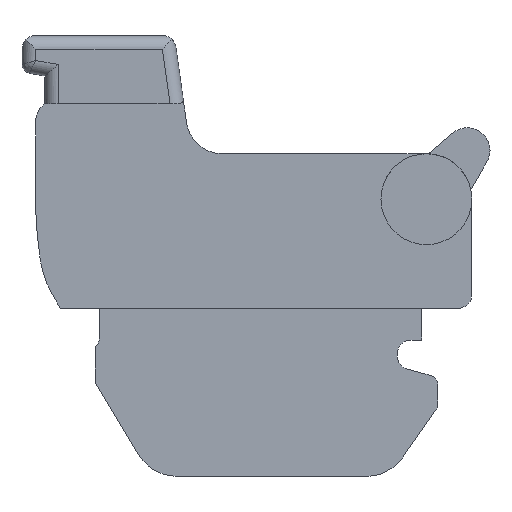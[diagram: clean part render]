
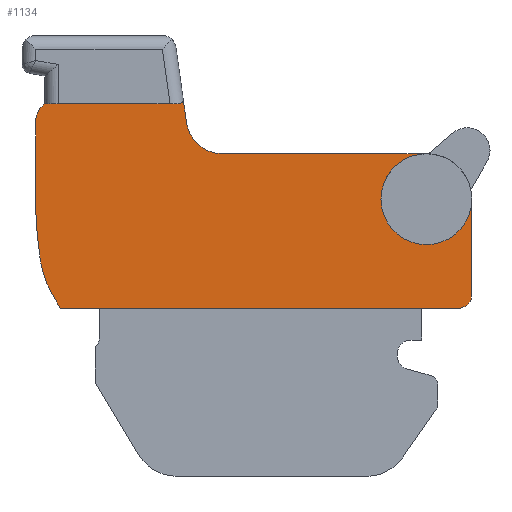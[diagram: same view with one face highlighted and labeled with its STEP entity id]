
A CAD part, left-side view. The second image highlights one B-rep face of the part: STEP entity #1134.
In plain terms, the highlighted planar face has unit normal (-1, 0, 0).
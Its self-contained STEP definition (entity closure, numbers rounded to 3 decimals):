
#909=AXIS2_PLACEMENT_3D('Circle Axis2P3D',#907,#908,$) ;
#997=AXIS2_PLACEMENT_3D('Circle Axis2P3D',#995,#996,$) ;
#1010=AXIS2_PLACEMENT_3D('Plane Axis2P3D',#1007,#1008,#1009) ;
#1021=AXIS2_PLACEMENT_3D('Circle Axis2P3D',#1019,#1020,$) ;
#1035=AXIS2_PLACEMENT_3D('Circle Axis2P3D',#1033,#1034,$) ;
#1049=AXIS2_PLACEMENT_3D('Circle Axis2P3D',#1047,#1048,$) ;
#1063=AXIS2_PLACEMENT_3D('Circle Axis2P3D',#1061,#1062,$) ;
#1084=AXIS2_PLACEMENT_3D('Circle Axis2P3D',#1082,#1083,$) ;
#1105=AXIS2_PLACEMENT_3D('Circle Axis2P3D',#1103,#1104,$) ;
#904=CARTESIAN_POINT('Vertex',(0.525,1.407,7.1)) ;
#907=CARTESIAN_POINT('Axis2P3D Location',(0.525,1.4,6.1)) ;
#911=CARTESIAN_POINT('Vertex',(0.525,2.4,6.1)) ;
#932=CARTESIAN_POINT('Vertex',(0.525,0.4,6.1)) ;
#995=CARTESIAN_POINT('Axis2P3D Location',(0.525,1.4,6.1)) ;
#1007=CARTESIAN_POINT('Axis2P3D Location',(0.525,17.231,-32.906)) ;
#1012=CARTESIAN_POINT('Line Origine',(0.525,3.648,7.1)) ;
#1016=CARTESIAN_POINT('Vertex',(0.525,5.888,7.1)) ;
#1019=CARTESIAN_POINT('Axis2P3D Location',(0.525,5.888,7.9)) ;
#1023=CARTESIAN_POINT('Vertex',(0.525,6.68,7.789)) ;
#1026=CARTESIAN_POINT('Line Origine',(0.525,6.717,8.051)) ;
#1030=CARTESIAN_POINT('Vertex',(0.525,6.754,8.314)) ;
#1033=CARTESIAN_POINT('Axis2P3D Location',(0.525,6.853,8.3)) ;
#1037=CARTESIAN_POINT('Vertex',(0.525,6.853,8.2)) ;
#1040=CARTESIAN_POINT('Line Origine',(0.525,8.326,8.2)) ;
#1044=CARTESIAN_POINT('Vertex',(0.525,9.8,8.2)) ;
#1047=CARTESIAN_POINT('Axis2P3D Location',(0.525,9.5,7.8)) ;
#1051=CARTESIAN_POINT('Vertex',(0.525,10.,7.8)) ;
#1054=CARTESIAN_POINT('Line Origine',(0.525,10.,6.95)) ;
#1058=CARTESIAN_POINT('Vertex',(0.525,10.,6.1)) ;
#1061=CARTESIAN_POINT('Axis2P3D Location',(0.525,1.45,6.1)) ;
#1065=CARTESIAN_POINT('Vertex',(0.525,9.915,4.9)) ;
#1068=CARTESIAN_POINT('Line Origine',(0.525,9.908,4.849)) ;
#1072=CARTESIAN_POINT('Vertex',(0.525,9.901,4.797)) ;
#1075=CARTESIAN_POINT('Line Origine',(0.525,9.892,4.746)) ;
#1079=CARTESIAN_POINT('Vertex',(0.525,9.884,4.695)) ;
#1082=CARTESIAN_POINT('Axis2P3D Location',(0.525,7.911,5.023)) ;
#1086=CARTESIAN_POINT('Vertex',(0.525,9.643,4.023)) ;
#1089=CARTESIAN_POINT('Line Origine',(0.525,9.55,3.862)) ;
#1093=CARTESIAN_POINT('Vertex',(0.525,9.456,3.7)) ;
#1096=CARTESIAN_POINT('Line Origine',(0.525,5.078,3.7)) ;
#1100=CARTESIAN_POINT('Vertex',(0.525,0.7,3.7)) ;
#1103=CARTESIAN_POINT('Axis2P3D Location',(0.525,0.7,4.)) ;
#1107=CARTESIAN_POINT('Vertex',(0.525,0.4,4.)) ;
#1110=CARTESIAN_POINT('Line Origine',(0.525,0.4,5.05)) ;
#908=DIRECTION('Axis2P3D Direction',(-1.,0.,0.)) ;
#996=DIRECTION('Axis2P3D Direction',(-1.,0.,0.)) ;
#1008=DIRECTION('Axis2P3D Direction',(-1.,0.,0.)) ;
#1009=DIRECTION('Axis2P3D XDirection',(0.,-1.,0.)) ;
#1013=DIRECTION('Vector Direction',(0.,1.,0.)) ;
#1020=DIRECTION('Axis2P3D Direction',(-1.,0.,0.)) ;
#1027=DIRECTION('Vector Direction',(0.,0.139,0.99)) ;
#1034=DIRECTION('Axis2P3D Direction',(-1.,0.,0.)) ;
#1041=DIRECTION('Vector Direction',(0.,1.,0.)) ;
#1048=DIRECTION('Axis2P3D Direction',(-1.,0.,0.)) ;
#1055=DIRECTION('Vector Direction',(0.,0.,-1.)) ;
#1062=DIRECTION('Axis2P3D Direction',(-1.,0.,0.)) ;
#1069=DIRECTION('Vector Direction',(0.,-0.14,-0.99)) ;
#1076=DIRECTION('Vector Direction',(0.,0.164,0.986)) ;
#1083=DIRECTION('Axis2P3D Direction',(-1.,0.,0.)) ;
#1090=DIRECTION('Vector Direction',(0.,-0.5,-0.866)) ;
#1097=DIRECTION('Vector Direction',(0.,-1.,0.)) ;
#1104=DIRECTION('Axis2P3D Direction',(-1.,0.,0.)) ;
#1111=DIRECTION('Vector Direction',(0.,0.,1.)) ;
#1014=VECTOR('Line Direction',#1013,1.) ;
#1028=VECTOR('Line Direction',#1027,1.) ;
#1042=VECTOR('Line Direction',#1041,1.) ;
#1056=VECTOR('Line Direction',#1055,1.) ;
#1070=VECTOR('Line Direction',#1069,1.) ;
#1077=VECTOR('Line Direction',#1076,1.) ;
#1091=VECTOR('Line Direction',#1090,1.) ;
#1098=VECTOR('Line Direction',#1097,1.) ;
#1112=VECTOR('Line Direction',#1111,1.) ;
#1116=ORIENTED_EDGE('',*,*,#999,.F.) ;
#1117=ORIENTED_EDGE('',*,*,#913,.F.) ;
#1118=ORIENTED_EDGE('',*,*,#1018,.F.) ;
#1119=ORIENTED_EDGE('',*,*,#1025,.F.) ;
#1120=ORIENTED_EDGE('',*,*,#1032,.F.) ;
#1121=ORIENTED_EDGE('',*,*,#1039,.F.) ;
#1122=ORIENTED_EDGE('',*,*,#1046,.F.) ;
#1123=ORIENTED_EDGE('',*,*,#1053,.T.) ;
#1124=ORIENTED_EDGE('',*,*,#1060,.F.) ;
#1125=ORIENTED_EDGE('',*,*,#1067,.F.) ;
#1126=ORIENTED_EDGE('',*,*,#1074,.F.) ;
#1127=ORIENTED_EDGE('',*,*,#1081,.F.) ;
#1128=ORIENTED_EDGE('',*,*,#1088,.F.) ;
#1129=ORIENTED_EDGE('',*,*,#1095,.F.) ;
#1130=ORIENTED_EDGE('',*,*,#1102,.F.) ;
#1131=ORIENTED_EDGE('',*,*,#1109,.F.) ;
#1132=ORIENTED_EDGE('',*,*,#1114,.F.) ;
#1134=ADVANCED_FACE('TNHE ISGH',(#1133),#1011,.T.) ;
#910=CIRCLE('generated circle',#909,1.) ;
#998=CIRCLE('generated circle',#997,1.) ;
#1022=CIRCLE('generated circle',#1021,0.8) ;
#1036=CIRCLE('generated circle',#1035,0.1) ;
#1050=CIRCLE('generated circle',#1049,0.5) ;
#1064=CIRCLE('generated circle',#1063,8.55) ;
#1085=CIRCLE('generated circle',#1084,2.) ;
#1106=CIRCLE('generated circle',#1105,0.3) ;
#913=EDGE_CURVE('',#905,#912,#910,.T.) ;
#999=EDGE_CURVE('',#912,#933,#998,.T.) ;
#1018=EDGE_CURVE('',#1017,#905,#1015,.F.) ;
#1025=EDGE_CURVE('',#1024,#1017,#1022,.T.) ;
#1032=EDGE_CURVE('',#1031,#1024,#1029,.F.) ;
#1039=EDGE_CURVE('',#1038,#1031,#1036,.T.) ;
#1046=EDGE_CURVE('',#1045,#1038,#1043,.F.) ;
#1053=EDGE_CURVE('',#1045,#1052,#1050,.T.) ;
#1060=EDGE_CURVE('',#1059,#1052,#1057,.F.) ;
#1067=EDGE_CURVE('',#1066,#1059,#1064,.F.) ;
#1074=EDGE_CURVE('',#1073,#1066,#1071,.F.) ;
#1081=EDGE_CURVE('',#1080,#1073,#1078,.T.) ;
#1088=EDGE_CURVE('',#1087,#1080,#1085,.F.) ;
#1095=EDGE_CURVE('',#1094,#1087,#1092,.F.) ;
#1102=EDGE_CURVE('',#1101,#1094,#1099,.F.) ;
#1109=EDGE_CURVE('',#1108,#1101,#1106,.F.) ;
#1114=EDGE_CURVE('',#933,#1108,#1113,.F.) ;
#1115=EDGE_LOOP('',(#1116,#1117,#1118,#1119,#1120,#1121,#1122,#1123,#1124,#1125,#1126,#1127,#1128,#1129,#1130,#1131,#1132)) ;
#1133=FACE_OUTER_BOUND('',#1115,.T.) ;
#1015=LINE('Line',#1012,#1014) ;
#1029=LINE('Line',#1026,#1028) ;
#1043=LINE('Line',#1040,#1042) ;
#1057=LINE('Line',#1054,#1056) ;
#1071=LINE('Line',#1068,#1070) ;
#1078=LINE('Line',#1075,#1077) ;
#1092=LINE('Line',#1089,#1091) ;
#1099=LINE('Line',#1096,#1098) ;
#1113=LINE('Line',#1110,#1112) ;
#1011=PLANE('',#1010) ;
#905=VERTEX_POINT('',#904) ;
#912=VERTEX_POINT('',#911) ;
#933=VERTEX_POINT('',#932) ;
#1017=VERTEX_POINT('',#1016) ;
#1024=VERTEX_POINT('',#1023) ;
#1031=VERTEX_POINT('',#1030) ;
#1038=VERTEX_POINT('',#1037) ;
#1045=VERTEX_POINT('',#1044) ;
#1052=VERTEX_POINT('',#1051) ;
#1059=VERTEX_POINT('',#1058) ;
#1066=VERTEX_POINT('',#1065) ;
#1073=VERTEX_POINT('',#1072) ;
#1080=VERTEX_POINT('',#1079) ;
#1087=VERTEX_POINT('',#1086) ;
#1094=VERTEX_POINT('',#1093) ;
#1101=VERTEX_POINT('',#1100) ;
#1108=VERTEX_POINT('',#1107) ;
